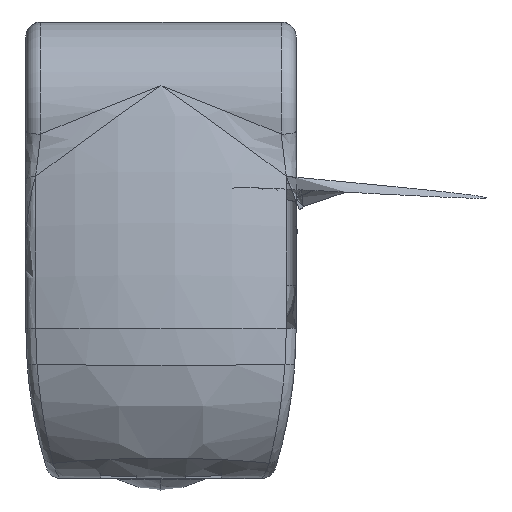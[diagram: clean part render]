
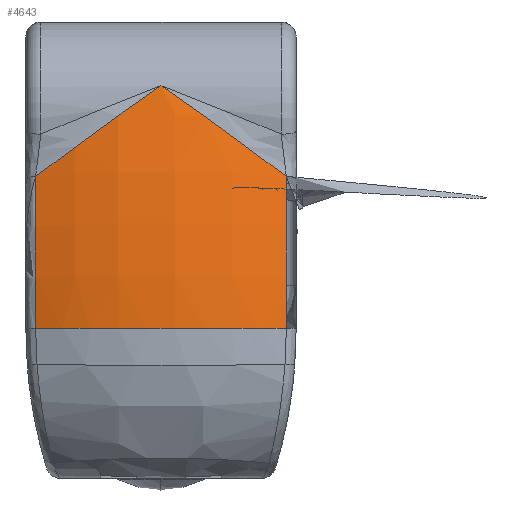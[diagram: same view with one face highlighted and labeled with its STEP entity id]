
A CAD part, front view. The second image highlights one B-rep face of the part: STEP entity #4643.
In plain terms, the highlighted toroidal (fillet/blend) face has major radius 16.805 mm and minor radius 12 mm.
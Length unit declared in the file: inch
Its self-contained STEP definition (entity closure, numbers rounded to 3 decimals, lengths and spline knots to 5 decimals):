
#154=CARTESIAN_POINT('',(0.,0.47244,0.));
#155=DIRECTION('',(0.,0.,1.));
#156=DIRECTION('',(-0.348,-0.938,0.));
#157=AXIS2_PLACEMENT_3D('',#154,#155,#156);
#159=CARTESIAN_POINT('',(0.,0.47244,0.));
#160=DIRECTION('',(0.,0.,1.));
#161=DIRECTION('',(0.119,-0.993,0.));
#162=AXIS2_PLACEMENT_3D('',#159,#160,#161);
#164=CARTESIAN_POINT('',(0.,0.47244,0.));
#165=DIRECTION('',(0.,0.,1.));
#166=DIRECTION('',(-0.118,-0.993,0.));
#167=AXIS2_PLACEMENT_3D('',#164,#165,#166);
#174=CARTESIAN_POINT('',(0.16433,1.13334,
-0.0404));
#175=DIRECTION('',(-1.,0.,0.));
#176=DIRECTION('',(0.,-0.999,0.037));
#177=AXIS2_PLACEMENT_3D('',#174,#175,#176);
#311=CARTESIAN_POINT('',(-0.16433,1.13334,
-0.0404));
#312=DIRECTION('',(1.,0.,0.));
#313=DIRECTION('',(0.,-0.976,0.217));
#314=AXIS2_PLACEMENT_3D('',#311,#312,#313);
#1050=CARTESIAN_POINT('',(-0.16433,0.05508,
0.19921));
#1051=CARTESIAN_POINT('',(-0.1517,0.05234,
0.20848));
#1052=CARTESIAN_POINT('',(-0.12582,0.04821,
0.22761));
#1053=CARTESIAN_POINT('',(-0.08499,0.04636,
0.25774));
#1054=CARTESIAN_POINT('',(-0.04281,0.04919,
0.28833));
#1055=CARTESIAN_POINT('',(-0.01434,0.05417,
0.3083));
#1056=CARTESIAN_POINT('',(0.,0.05744,
0.31811));
#1058=CARTESIAN_POINT('',(0.16433,0.05508,
0.19921));
#1065=CARTESIAN_POINT('',(0.,0.05744,
0.31811));
#1066=CARTESIAN_POINT('',(0.01434,0.05417,
0.3083));
#1067=CARTESIAN_POINT('',(0.04281,0.04919,
0.28833));
#1068=CARTESIAN_POINT('',(0.08499,0.04636,
0.25774));
#1069=CARTESIAN_POINT('',(0.12582,0.04821,
0.22761));
#1070=CARTESIAN_POINT('',(0.1517,0.05234,
0.20848));
#1071=CARTESIAN_POINT('',(0.16433,0.05508,
0.19921));
#1598=CARTESIAN_POINT('',(-0.16433,0.05508,
0.19921));
#3993=VERTEX_POINT('',#1598);
#4001=VERTEX_POINT('',#1056);
#4009=VERTEX_POINT('',#1058);
#4280=CARTESIAN_POINT('',(-0.16433,0.0295,
0.));
#4281=CARTESIAN_POINT('',(-0.05596,0.00333,
0.));
#4282=VERTEX_POINT('',#4280);
#4283=VERTEX_POINT('',#4281);
#4284=CARTESIAN_POINT('',(0.16433,0.0295,
0.));
#4285=VERTEX_POINT('',#4284);
#4286=CARTESIAN_POINT('',(0.056,0.00333,
0.));
#4287=VERTEX_POINT('',#4286);
#4622=CARTESIAN_POINT('',(0.,1.13334,-0.0404));
#4623=DIRECTION('',(-1.,0.,0.));
#4624=DIRECTION('',(0.,0.999,-0.036));
#4625=AXIS2_PLACEMENT_3D('',#4622,#4623,#4624);
#4626=TOROIDAL_SURFACE('',#4625,0.66161,0.47244);
#4628=ORIENTED_EDGE('',*,*,#4627,.F.);
#4630=ORIENTED_EDGE('',*,*,#4629,.F.);
#4632=ORIENTED_EDGE('',*,*,#4631,.T.);
#4634=ORIENTED_EDGE('',*,*,#4633,.T.);
#4636=ORIENTED_EDGE('',*,*,#4635,.F.);
#4638=ORIENTED_EDGE('',*,*,#4637,.F.);
#4640=ORIENTED_EDGE('',*,*,#4639,.F.);
#4641=EDGE_LOOP('',(#4628,#4630,#4632,#4634,#4636,#4638,#4640));
#4642=FACE_OUTER_BOUND('',#4641,.F.);
#4643=ADVANCED_FACE('',(#4642),#4626,.T.);
#158=CIRCLE('',#157,0.47244);
#163=CIRCLE('',#162,0.47244);
#168=CIRCLE('',#167,0.47244);
#178=CIRCLE('',#177,1.10456);
#315=CIRCLE('',#314,1.10456);
#1057=B_SPLINE_CURVE_WITH_KNOTS('',3,(#1050,#1051,#1052,#1053,#1054,#1055,
#1056),.UNSPECIFIED.,.F.,.F.,(4,1,1,1,4),(0.,0.25,0.5,0.75,1.),
.UNSPECIFIED.);
#1072=B_SPLINE_CURVE_WITH_KNOTS('',3,(#1065,#1066,#1067,#1068,#1069,#1070,
#1071),.UNSPECIFIED.,.F.,.F.,(4,1,1,1,4),(0.,0.25,0.5,0.75,1.),
.UNSPECIFIED.);
#4627=EDGE_CURVE('',#4282,#4283,#158,.T.);
#4629=EDGE_CURVE('',#3993,#4282,#315,.T.);
#4631=EDGE_CURVE('',#3993,#4001,#1057,.T.);
#4633=EDGE_CURVE('',#4001,#4009,#1072,.T.);
#4635=EDGE_CURVE('',#4285,#4009,#178,.T.);
#4637=EDGE_CURVE('',#4287,#4285,#163,.T.);
#4639=EDGE_CURVE('',#4283,#4287,#168,.T.);
